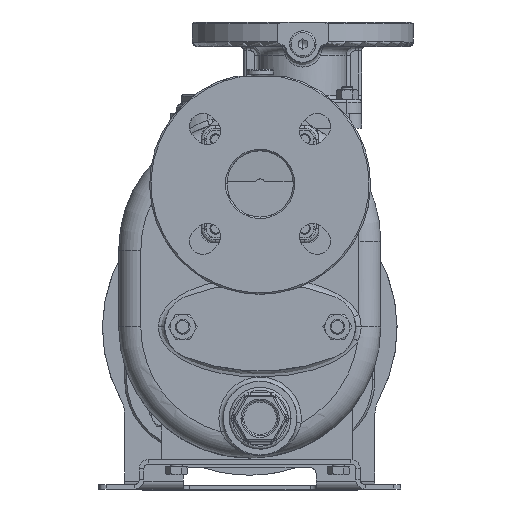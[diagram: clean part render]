
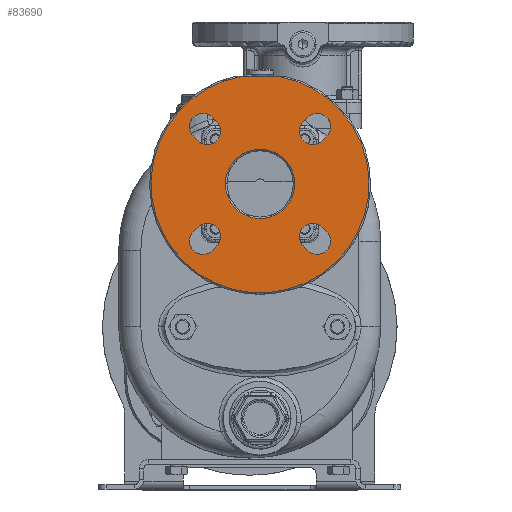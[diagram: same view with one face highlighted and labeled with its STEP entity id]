
A CAD part, top view. The second image highlights one B-rep face of the part: STEP entity #83690.
In plain terms, the highlighted planar face has unit normal (0, 0, 1).
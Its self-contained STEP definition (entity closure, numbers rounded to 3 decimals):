
#5530=CARTESIAN_POINT('',(7.,187.,122.));
#5531=DIRECTION('',(0.,0.,1.));
#5532=DIRECTION('',(-0.164,0.986,0.));
#5533=AXIS2_PLACEMENT_3D('',#5530,#5531,#5532);
#5556=DIRECTION('',(1.,0.,0.));
#5557=VECTOR('',#5556,24.249);
#5558=CARTESIAN_POINT('',(-5.124,260.,122.));
#5559=LINE('',#5558,#5557);
#5560=CARTESIAN_POINT('',(7.,187.,122.));
#5561=DIRECTION('',(0.,0.,1.));
#5562=DIRECTION('',(0.,1.,0.));
#5563=AXIS2_PLACEMENT_3D('',#5560,#5561,#5562);
#5565=CARTESIAN_POINT('',(7.,187.,122.));
#5566=DIRECTION('',(0.,0.,1.));
#5567=DIRECTION('',(0.,-1.,0.));
#5568=AXIS2_PLACEMENT_3D('',#5565,#5566,#5567);
#5570=DIRECTION('',(0.707,0.707,0.));
#5571=VECTOR('',#5570,4.5);
#5572=CARTESIAN_POINT('',(49.073,216.345,122.));
#5573=LINE('',#5572,#5571);
#5574=CARTESIAN_POINT('',(45.891,225.891,122.));
#5575=DIRECTION('',(0.,0.,1.));
#5576=DIRECTION('',(0.707,-0.707,0.));
#5577=AXIS2_PLACEMENT_3D('',#5574,#5575,#5576);
#5579=DIRECTION('',(-0.707,-0.707,0.));
#5580=VECTOR('',#5579,4.5);
#5581=CARTESIAN_POINT('',(39.527,232.255,122.));
#5582=LINE('',#5581,#5580);
#5583=CARTESIAN_POINT('',(42.709,222.709,122.));
#5584=DIRECTION('',(0.,0.,1.));
#5585=DIRECTION('',(-0.707,0.707,0.));
#5586=AXIS2_PLACEMENT_3D('',#5583,#5584,#5585);
#5588=DIRECTION('',(-0.707,0.707,0.));
#5589=VECTOR('',#5588,4.5);
#5590=CARTESIAN_POINT('',(-22.345,229.073,122.));
#5591=LINE('',#5590,#5589);
#5592=CARTESIAN_POINT('',(-31.891,225.891,122.));
#5593=DIRECTION('',(0.,0.,1.));
#5594=DIRECTION('',(0.707,0.707,0.));
#5595=AXIS2_PLACEMENT_3D('',#5592,#5593,#5594);
#5597=DIRECTION('',(0.707,-0.707,0.));
#5598=VECTOR('',#5597,4.5);
#5599=CARTESIAN_POINT('',(-38.255,219.527,122.));
#5600=LINE('',#5599,#5598);
#5601=CARTESIAN_POINT('',(-28.709,222.709,122.));
#5602=DIRECTION('',(0.,0.,1.));
#5603=DIRECTION('',(-0.707,-0.707,0.));
#5604=AXIS2_PLACEMENT_3D('',#5601,#5602,#5603);
#5606=DIRECTION('',(-0.707,-0.707,0.));
#5607=VECTOR('',#5606,4.5);
#5608=CARTESIAN_POINT('',(-35.073,157.655,122.));
#5609=LINE('',#5608,#5607);
#5610=CARTESIAN_POINT('',(-31.891,148.109,122.));
#5611=DIRECTION('',(0.,0.,1.));
#5612=DIRECTION('',(-0.707,0.707,0.));
#5613=AXIS2_PLACEMENT_3D('',#5610,#5611,#5612);
#5615=DIRECTION('',(0.707,0.707,0.));
#5616=VECTOR('',#5615,4.5);
#5617=CARTESIAN_POINT('',(-25.527,141.745,122.));
#5618=LINE('',#5617,#5616);
#5619=CARTESIAN_POINT('',(-28.709,151.291,122.));
#5620=DIRECTION('',(0.,0.,1.));
#5621=DIRECTION('',(0.707,-0.707,0.));
#5622=AXIS2_PLACEMENT_3D('',#5619,#5620,#5621);
#5624=DIRECTION('',(0.707,-0.707,0.));
#5625=VECTOR('',#5624,4.5);
#5626=CARTESIAN_POINT('',(36.345,144.927,122.));
#5627=LINE('',#5626,#5625);
#5628=CARTESIAN_POINT('',(45.891,148.109,122.));
#5629=DIRECTION('',(0.,0.,1.));
#5630=DIRECTION('',(-0.707,-0.707,0.));
#5631=AXIS2_PLACEMENT_3D('',#5628,#5629,#5630);
#5633=DIRECTION('',(-0.707,0.707,0.));
#5634=VECTOR('',#5633,4.5);
#5635=CARTESIAN_POINT('',(52.255,154.473,122.));
#5636=LINE('',#5635,#5634);
#5637=CARTESIAN_POINT('',(42.709,151.291,122.));
#5638=DIRECTION('',(0.,0.,1.));
#5639=DIRECTION('',(0.707,0.707,0.));
#5640=AXIS2_PLACEMENT_3D('',#5637,#5638,#5639);
#70778=CARTESIAN_POINT('',(49.073,216.345,122.));
#70779=CARTESIAN_POINT('',(52.255,219.527,122.));
#70780=VERTEX_POINT('',#70778);
#70781=VERTEX_POINT('',#70779);
#70782=CARTESIAN_POINT('',(39.527,232.255,122.));
#70783=VERTEX_POINT('',#70782);
#70784=CARTESIAN_POINT('',(36.345,229.073,122.));
#70785=VERTEX_POINT('',#70784);
#70794=CARTESIAN_POINT('',(-22.345,229.073,122.));
#70795=CARTESIAN_POINT('',(-25.527,232.255,122.));
#70796=VERTEX_POINT('',#70794);
#70797=VERTEX_POINT('',#70795);
#70798=CARTESIAN_POINT('',(-38.255,219.527,122.));
#70799=VERTEX_POINT('',#70798);
#70800=CARTESIAN_POINT('',(-35.073,216.345,122.));
#70801=VERTEX_POINT('',#70800);
#70810=CARTESIAN_POINT('',(-35.073,157.655,122.));
#70811=CARTESIAN_POINT('',(-38.255,154.473,122.));
#70812=VERTEX_POINT('',#70810);
#70813=VERTEX_POINT('',#70811);
#70814=CARTESIAN_POINT('',(-25.527,141.745,122.));
#70815=VERTEX_POINT('',#70814);
#70816=CARTESIAN_POINT('',(-22.345,144.927,122.));
#70817=VERTEX_POINT('',#70816);
#70826=CARTESIAN_POINT('',(36.345,144.927,122.));
#70827=CARTESIAN_POINT('',(39.527,141.745,122.));
#70828=VERTEX_POINT('',#70826);
#70829=VERTEX_POINT('',#70827);
#70830=CARTESIAN_POINT('',(52.255,154.473,122.));
#70831=VERTEX_POINT('',#70830);
#70832=CARTESIAN_POINT('',(49.073,157.655,122.));
#70833=VERTEX_POINT('',#70832);
#70842=CARTESIAN_POINT('',(-5.124,260.,122.));
#70843=CARTESIAN_POINT('',(19.124,260.,122.));
#70844=VERTEX_POINT('',#70842);
#70845=VERTEX_POINT('',#70843);
#71016=CARTESIAN_POINT('',(7.,210.5,122.));
#71017=CARTESIAN_POINT('',(7.,163.5,122.));
#71018=VERTEX_POINT('',#71016);
#71019=VERTEX_POINT('',#71017);
#83635=CARTESIAN_POINT('',(7.,187.,122.));
#83636=DIRECTION('',(0.,0.,1.));
#83637=DIRECTION('',(0.,-1.,0.));
#83638=AXIS2_PLACEMENT_3D('',#83635,#83636,#83637);
#83639=PLANE('',#83638);
#83640=ORIENTED_EDGE('',*,*,#83610,.T.);
#83641=ORIENTED_EDGE('',*,*,#83626,.F.);
#83642=EDGE_LOOP('',(#83640,#83641));
#83643=FACE_OUTER_BOUND('',#83642,.F.);
#83645=ORIENTED_EDGE('',*,*,#83644,.T.);
#83647=ORIENTED_EDGE('',*,*,#83646,.T.);
#83648=EDGE_LOOP('',(#83645,#83647));
#83649=FACE_BOUND('',#83648,.F.);
#83651=ORIENTED_EDGE('',*,*,#83650,.T.);
#83653=ORIENTED_EDGE('',*,*,#83652,.T.);
#83655=ORIENTED_EDGE('',*,*,#83654,.T.);
#83657=ORIENTED_EDGE('',*,*,#83656,.T.);
#83658=EDGE_LOOP('',(#83651,#83653,#83655,#83657));
#83659=FACE_BOUND('',#83658,.F.);
#83661=ORIENTED_EDGE('',*,*,#83660,.T.);
#83663=ORIENTED_EDGE('',*,*,#83662,.T.);
#83665=ORIENTED_EDGE('',*,*,#83664,.T.);
#83667=ORIENTED_EDGE('',*,*,#83666,.T.);
#83668=EDGE_LOOP('',(#83661,#83663,#83665,#83667));
#83669=FACE_BOUND('',#83668,.F.);
#83671=ORIENTED_EDGE('',*,*,#83670,.T.);
#83673=ORIENTED_EDGE('',*,*,#83672,.T.);
#83675=ORIENTED_EDGE('',*,*,#83674,.T.);
#83677=ORIENTED_EDGE('',*,*,#83676,.T.);
#83678=EDGE_LOOP('',(#83671,#83673,#83675,#83677));
#83679=FACE_BOUND('',#83678,.F.);
#83681=ORIENTED_EDGE('',*,*,#83680,.T.);
#83683=ORIENTED_EDGE('',*,*,#83682,.T.);
#83685=ORIENTED_EDGE('',*,*,#83684,.T.);
#83687=ORIENTED_EDGE('',*,*,#83686,.T.);
#83688=EDGE_LOOP('',(#83681,#83683,#83685,#83687));
#83689=FACE_BOUND('',#83688,.F.);
#83690=ADVANCED_FACE('',(#83643,#83649,#83659,#83669,#83679,#83689),#83639,.T.);
#5534=CIRCLE('',#5533,74.);
#5564=CIRCLE('',#5563,23.5);
#5569=CIRCLE('',#5568,23.5);
#5578=CIRCLE('',#5577,9.);
#5587=CIRCLE('',#5586,9.);
#5596=CIRCLE('',#5595,9.);
#5605=CIRCLE('',#5604,9.);
#5614=CIRCLE('',#5613,9.);
#5623=CIRCLE('',#5622,9.);
#5632=CIRCLE('',#5631,9.);
#5641=CIRCLE('',#5640,9.);
#83610=EDGE_CURVE('',#70844,#70845,#5559,.T.);
#83626=EDGE_CURVE('',#70844,#70845,#5534,.T.);
#83644=EDGE_CURVE('',#71018,#71019,#5564,.T.);
#83646=EDGE_CURVE('',#71019,#71018,#5569,.T.);
#83650=EDGE_CURVE('',#70780,#70781,#5573,.T.);
#83652=EDGE_CURVE('',#70781,#70783,#5578,.T.);
#83654=EDGE_CURVE('',#70783,#70785,#5582,.T.);
#83656=EDGE_CURVE('',#70785,#70780,#5587,.T.);
#83660=EDGE_CURVE('',#70796,#70797,#5591,.T.);
#83662=EDGE_CURVE('',#70797,#70799,#5596,.T.);
#83664=EDGE_CURVE('',#70799,#70801,#5600,.T.);
#83666=EDGE_CURVE('',#70801,#70796,#5605,.T.);
#83670=EDGE_CURVE('',#70812,#70813,#5609,.T.);
#83672=EDGE_CURVE('',#70813,#70815,#5614,.T.);
#83674=EDGE_CURVE('',#70815,#70817,#5618,.T.);
#83676=EDGE_CURVE('',#70817,#70812,#5623,.T.);
#83680=EDGE_CURVE('',#70828,#70829,#5627,.T.);
#83682=EDGE_CURVE('',#70829,#70831,#5632,.T.);
#83684=EDGE_CURVE('',#70831,#70833,#5636,.T.);
#83686=EDGE_CURVE('',#70833,#70828,#5641,.T.);
